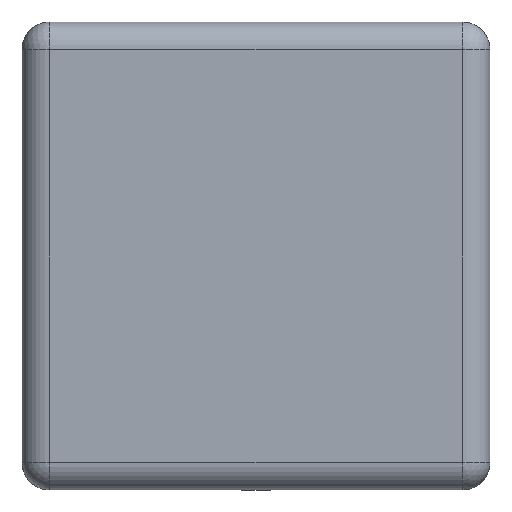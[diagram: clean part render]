
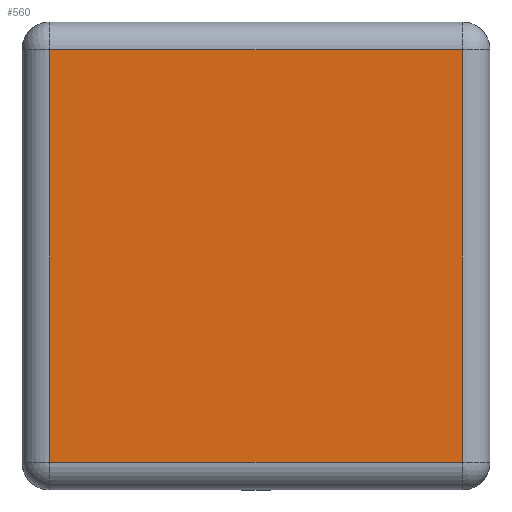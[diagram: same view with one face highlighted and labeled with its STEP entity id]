
A CAD part, left-side view. The second image highlights one B-rep face of the part: STEP entity #560.
In plain terms, the highlighted face is planar.
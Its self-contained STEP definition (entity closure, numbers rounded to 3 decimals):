
#86=PLANE('',#680);
#119=FACE_OUTER_BOUND('',#153,.T.);
#153=EDGE_LOOP('',(#498,#499,#500,#501));
#175=LINE('',#994,#209);
#179=LINE('',#1017,#213);
#183=LINE('',#1026,#217);
#187=LINE('',#1035,#221);
#209=VECTOR('',#811,10.);
#213=VECTOR('',#837,10.);
#217=VECTOR('',#847,10.);
#221=VECTOR('',#857,10.);
#266=VERTEX_POINT('',#983);
#267=VERTEX_POINT('',#987);
#272=VERTEX_POINT('',#1003);
#275=VERTEX_POINT('',#1010);
#332=EDGE_CURVE('',#267,#266,#175,.T.);
#343=EDGE_CURVE('',#275,#267,#179,.T.);
#348=EDGE_CURVE('',#272,#275,#183,.T.);
#353=EDGE_CURVE('',#266,#272,#187,.T.);
#498=ORIENTED_EDGE('',*,*,#332,.F.);
#499=ORIENTED_EDGE('',*,*,#343,.F.);
#500=ORIENTED_EDGE('',*,*,#348,.F.);
#501=ORIENTED_EDGE('',*,*,#353,.F.);
#560=ADVANCED_FACE('',(#119),#86,.T.);
#680=AXIS2_PLACEMENT_3D('',#1047,#873,#874);
#811=DIRECTION('',(-1.,0.,0.));
#837=DIRECTION('',(0.,-1.,0.));
#847=DIRECTION('',(1.,0.,0.));
#857=DIRECTION('',(0.,1.,0.));
#873=DIRECTION('center_axis',(0.,0.,1.));
#874=DIRECTION('ref_axis',(1.,0.,0.));
#983=CARTESIAN_POINT('',(-0.375,-0.375,0.));
#987=CARTESIAN_POINT('',(0.375,-0.375,0.));
#994=CARTESIAN_POINT('',(0.213,-0.375,0.));
#1003=CARTESIAN_POINT('',(-0.375,0.375,0.));
#1010=CARTESIAN_POINT('',(0.375,0.375,0.));
#1017=CARTESIAN_POINT('',(0.375,0.213,0.));
#1026=CARTESIAN_POINT('',(-0.213,0.375,0.));
#1035=CARTESIAN_POINT('',(-0.375,-0.213,0.));
#1047=CARTESIAN_POINT('Origin',(0.,0.,0.));
